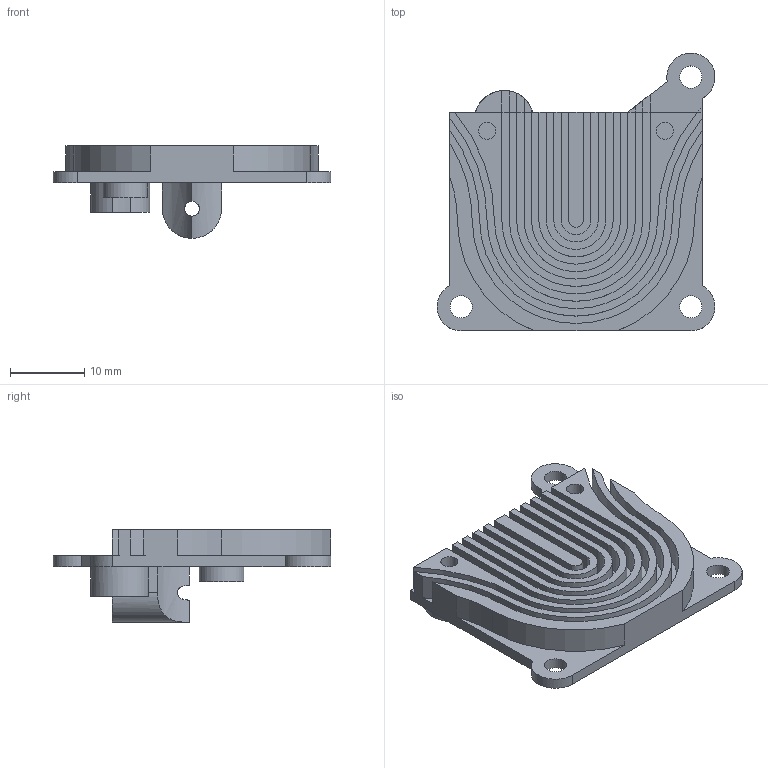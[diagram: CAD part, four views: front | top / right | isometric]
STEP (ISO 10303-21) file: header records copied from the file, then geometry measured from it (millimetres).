
FILE_DESCRIPTION(('FreeCAD Model'),'2;1');
FILE_NAME('Open CASCADE Shape Model','2023-12-26T10:45:41',('Author'),( ''),'Open CASCADE STEP processor 7.6','FreeCAD','Unknown');
FILE_SCHEMA(('AUTOMOTIVE_DESIGN { 1 0 10303 214 1 1 1 1 }'));
Length unit declared in the file: millimetre
Products named in the file (1): extra_cut
Bounding box: 37.48 x 37.5 x 12.5 mm (x, y, z)
Volume: 3769.1 mm3; surface area: 5925.6 mm2
Topology: 1 solids, 1 shells, 147 faces, 359 edges, 221 vertices
Faces by surface type: plane 96, cylinder 51
Full cylindrical faces by diameter (mm): 2 x1, 2.3 x4, 3 x5, 4 x2, 5 x1, 6 x1, 6.5 x1
Entity records: 4477 total; most frequent: CARTESIAN_POINT 915, DIRECTION 759, ORIENTED_EDGE 718, EDGE_CURVE 359, AXIS2_PLACEMENT_3D 257, LINE 245, VECTOR 245, VERTEX_POINT 221
